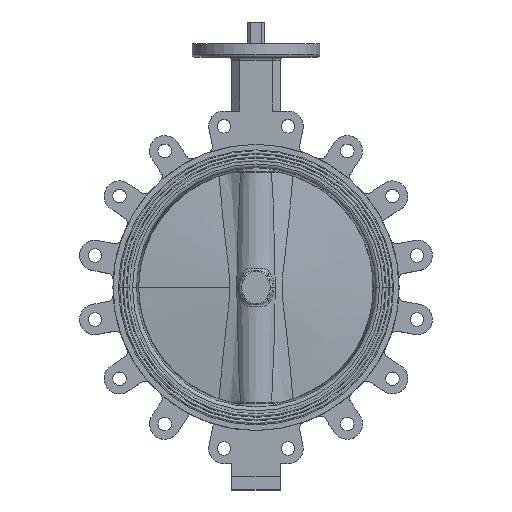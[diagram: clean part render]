
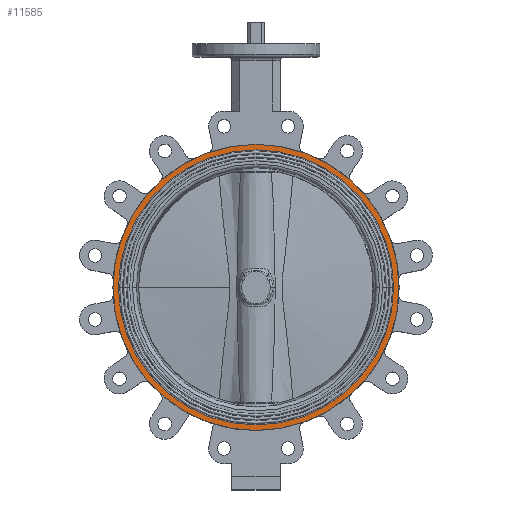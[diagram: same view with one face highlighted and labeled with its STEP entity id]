
A CAD part, top view. The second image highlights one B-rep face of the part: STEP entity #11585.
In plain terms, the highlighted planar face has unit normal (0, 0, 1).
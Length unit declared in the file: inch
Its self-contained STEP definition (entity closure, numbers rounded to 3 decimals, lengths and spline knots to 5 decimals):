
#599 = FACE_OUTER_BOUND ( 'NONE', #20849, .T. ) ;
#645 = AXIS2_PLACEMENT_3D ( 'NONE', #10331, #12131, #18990 ) ;
#716 = CARTESIAN_POINT ( 'NONE',  ( 15.257, 11.58455, 14.76838 ) ) ;
#1069 = EDGE_CURVE ( 'NONE', #7948, #16643, #16666, .T. ) ;
#2448 = EDGE_CURVE ( 'NONE', #16643, #7948, #6543, .T. ) ;
#2696 = CARTESIAN_POINT ( 'NONE',  ( 6.47748, 11.58455, 14.76838 ) ) ;
#4324 = DIRECTION ( 'NONE',  ( 0., 0., -1. ) ) ;
#5669 = CARTESIAN_POINT ( 'NONE',  ( 15.72944, 11.58455, 14.76838 ) ) ;
#5721 = CARTESIAN_POINT ( 'NONE',  ( -2.77449, 11.58455, 14.76838 ) ) ;
#5880 = DIRECTION ( 'NONE',  ( 0., 0., 1. ) ) ;
#6543 = CIRCLE ( 'NONE', #13754, 8.77953 ) ;
#7838 = CARTESIAN_POINT ( 'NONE',  ( 6.47748, 11.58455, 14.76838 ) ) ;
#7948 = VERTEX_POINT ( 'NONE', #716 ) ;
#8023 = ORIENTED_EDGE ( 'NONE', *, *, #1069, .T. ) ;
#8304 = ORIENTED_EDGE ( 'NONE', *, *, #15869, .F. ) ;
#9172 = VERTEX_POINT ( 'NONE', #5669 ) ;
#9630 = DIRECTION ( 'NONE',  ( 1., 0., 0. ) ) ;
#10331 = CARTESIAN_POINT ( 'NONE',  ( 6.47748, 11.58455, 14.76838 ) ) ;
#11585 = ADVANCED_FACE ( 'NONE', ( #599, #21349 ), #19869, .T. ) ;
#12131 = DIRECTION ( 'NONE',  ( 0., 0., -1. ) ) ;
#12607 = ORIENTED_EDGE ( 'NONE', *, *, #2448, .T. ) ;
#13059 = CARTESIAN_POINT ( 'NONE',  ( -2.30205, 11.58455, 14.76838 ) ) ;
#13754 = AXIS2_PLACEMENT_3D ( 'NONE', #7838, #4324, #18084 ) ;
#14325 = CIRCLE ( 'NONE', #15764, 9.25197 ) ;
#14984 = DIRECTION ( 'NONE',  ( 1., 0., 0. ) ) ;
#15612 = EDGE_CURVE ( 'NONE', #9172, #19692, #14325, .T. ) ;
#15764 = AXIS2_PLACEMENT_3D ( 'NONE', #18095, #19468, #17752 ) ;
#15869 = EDGE_CURVE ( 'NONE', #19692, #9172, #19737, .T. ) ;
#16307 = AXIS2_PLACEMENT_3D ( 'NONE', #2696, #16776, #14984 ) ;
#16643 = VERTEX_POINT ( 'NONE', #13059 ) ;
#16666 = CIRCLE ( 'NONE', #16307, 8.77953 ) ;
#16776 = DIRECTION ( 'NONE',  ( 0., 0., -1. ) ) ;
#17752 = DIRECTION ( 'NONE',  ( -1., 0., 0. ) ) ;
#18084 = DIRECTION ( 'NONE',  ( 1., 0., 0. ) ) ;
#18095 = CARTESIAN_POINT ( 'NONE',  ( 6.47748, 11.58455, 14.76838 ) ) ;
#18990 = DIRECTION ( 'NONE',  ( -1., 0., 0. ) ) ;
#19055 = AXIS2_PLACEMENT_3D ( 'NONE', #21454, #5880, #9630 ) ;
#19468 = DIRECTION ( 'NONE',  ( 0., 0., -1. ) ) ;
#19692 = VERTEX_POINT ( 'NONE', #5721 ) ;
#19737 = CIRCLE ( 'NONE', #645, 9.25197 ) ;
#19869 = PLANE ( 'NONE',  #19055 ) ;
#20265 = EDGE_LOOP ( 'NONE', ( #8023, #12607 ) ) ;
#20827 = ORIENTED_EDGE ( 'NONE', *, *, #15612, .F. ) ;
#20849 = EDGE_LOOP ( 'NONE', ( #8304, #20827 ) ) ;
#21349 = FACE_BOUND ( 'NONE', #20265, .T. ) ;
#21454 = CARTESIAN_POINT ( 'NONE',  ( -2.77449, 11.58455, 14.76838 ) ) ;
